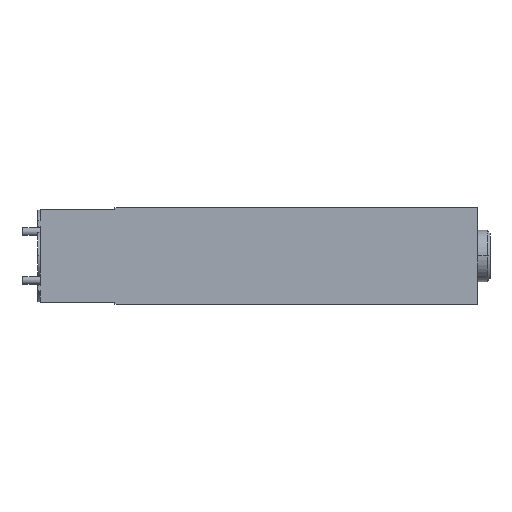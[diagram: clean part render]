
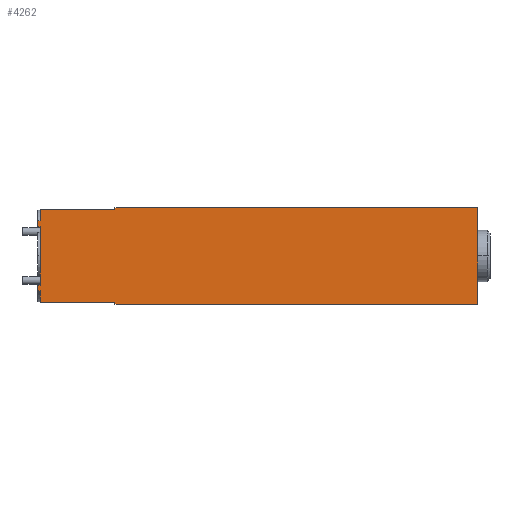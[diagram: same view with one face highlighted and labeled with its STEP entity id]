
A CAD part, top view. The second image highlights one B-rep face of the part: STEP entity #4262.
In plain terms, the highlighted planar face has unit normal (0, 0, 1).
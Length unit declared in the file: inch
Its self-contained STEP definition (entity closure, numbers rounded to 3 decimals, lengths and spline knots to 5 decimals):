
#2 = CARTESIAN_POINT ( 'NONE',  ( -1.79134, 0.23668, 0.48819 ) ) ;
#55 = FACE_OUTER_BOUND ( 'NONE', #1427, .T. ) ;
#88 = CARTESIAN_POINT ( 'NONE',  ( 1.79134, 0.3937, 0.48819 ) ) ;
#121 = DIRECTION ( 'NONE',  ( 0., -1., 0. ) ) ;
#158 = ORIENTED_EDGE ( 'NONE', *, *, #2969, .F. ) ;
#166 = CARTESIAN_POINT ( 'NONE',  ( -1.77134, 0.23668, 0.48819 ) ) ;
#181 = ORIENTED_EDGE ( 'NONE', *, *, #5609, .T. ) ;
#244 = CARTESIAN_POINT ( 'NONE',  ( -1.77134, 0., 0.48819 ) ) ;
#305 = CARTESIAN_POINT ( 'NONE',  ( -1.16142, 0.3937, 0.48819 ) ) ;
#354 = VECTOR ( 'NONE', #932, 39.37008 ) ;
#370 = EDGE_CURVE ( 'NONE', #3614, #3281, #426, .T. ) ;
#406 = ORIENTED_EDGE ( 'NONE', *, *, #3312, .T. ) ;
#417 = DIRECTION ( 'NONE',  ( -1., 0., 0. ) ) ;
#426 = LINE ( 'NONE', #5148, #3862 ) ;
#521 = EDGE_CURVE ( 'NONE', #4038, #4186, #4883, .T. ) ;
#581 = CARTESIAN_POINT ( 'NONE',  ( -1.16142, -0.3752, 0.48819 ) ) ;
#774 = CARTESIAN_POINT ( 'NONE',  ( -1.77134, -0.28468, 0.48819 ) ) ;
#910 = LINE ( 'NONE', #166, #2100 ) ;
#932 = DIRECTION ( 'NONE',  ( 0., -1., 0. ) ) ;
#944 = VECTOR ( 'NONE', #1982, 39.37008 ) ;
#1038 = CARTESIAN_POINT ( 'NONE',  ( -1.79134, 0.3752, 0.48819 ) ) ;
#1039 = ORIENTED_EDGE ( 'NONE', *, *, #5083, .T. ) ;
#1056 = CARTESIAN_POINT ( 'NONE',  ( -1.16142, 0.3937, 0.48819 ) ) ;
#1133 = VERTEX_POINT ( 'NONE', #1056 ) ;
#1145 = EDGE_CURVE ( 'NONE', #3614, #2888, #4164, .T. ) ;
#1262 = VECTOR ( 'NONE', #3156, 39.37008 ) ;
#1311 = LINE ( 'NONE', #3435, #5509 ) ;
#1326 = DIRECTION ( 'NONE',  ( 0., 1., 0. ) ) ;
#1427 = EDGE_LOOP ( 'NONE', ( #2301, #3896, #4441, #158, #2925, #2022, #1901, #4937, #1696, #2347, #1679, #406, #1723, #181, #1039, #3995 ) ) ;
#1436 = CARTESIAN_POINT ( 'NONE',  ( -1.79134, 0.3752, 0.48819 ) ) ;
#1503 = VECTOR ( 'NONE', #3172, 39.37008 ) ;
#1512 = CARTESIAN_POINT ( 'NONE',  ( -1.79134, -0.28468, 0.48819 ) ) ;
#1626 = VECTOR ( 'NONE', #4674, 39.37008 ) ;
#1679 = ORIENTED_EDGE ( 'NONE', *, *, #5043, .T. ) ;
#1696 = ORIENTED_EDGE ( 'NONE', *, *, #521, .F. ) ;
#1723 = ORIENTED_EDGE ( 'NONE', *, *, #5380, .T. ) ;
#1835 = VERTEX_POINT ( 'NONE', #2090 ) ;
#1870 = VERTEX_POINT ( 'NONE', #2 ) ;
#1889 = VERTEX_POINT ( 'NONE', #4711 ) ;
#1890 = VERTEX_POINT ( 'NONE', #3867 ) ;
#1901 = ORIENTED_EDGE ( 'NONE', *, *, #3113, .T. ) ;
#1982 = DIRECTION ( 'NONE',  ( 0., 1., 0. ) ) ;
#2022 = ORIENTED_EDGE ( 'NONE', *, *, #4445, .T. ) ;
#2046 = DIRECTION ( 'NONE',  ( -1., 0., 0. ) ) ;
#2058 = CARTESIAN_POINT ( 'NONE',  ( 1.79134, 0.3937, 0.48819 ) ) ;
#2090 = CARTESIAN_POINT ( 'NONE',  ( -1.77134, 0.23668, 0.48819 ) ) ;
#2100 = VECTOR ( 'NONE', #2672, 39.37008 ) ;
#2153 = EDGE_CURVE ( 'NONE', #1890, #1835, #3510, .T. ) ;
#2233 = CARTESIAN_POINT ( 'NONE',  ( -1.77134, 0., 0.48819 ) ) ;
#2243 = VECTOR ( 'NONE', #1326, 39.37008 ) ;
#2288 = LINE ( 'NONE', #1038, #4311 ) ;
#2301 = ORIENTED_EDGE ( 'NONE', *, *, #1145, .F. ) ;
#2347 = ORIENTED_EDGE ( 'NONE', *, *, #4357, .T. ) ;
#2411 = VECTOR ( 'NONE', #3565, 39.37008 ) ;
#2466 = CARTESIAN_POINT ( 'NONE',  ( -1.77134, 0.28468, 0.48819 ) ) ;
#2538 = LINE ( 'NONE', #774, #5338 ) ;
#2608 = CARTESIAN_POINT ( 'NONE',  ( -1.77134, -0.3752, 0.48819 ) ) ;
#2661 = VERTEX_POINT ( 'NONE', #3526 ) ;
#2672 = DIRECTION ( 'NONE',  ( -1., 0., 0. ) ) ;
#2673 = VERTEX_POINT ( 'NONE', #88 ) ;
#2741 = VERTEX_POINT ( 'NONE', #4536 ) ;
#2783 = VECTOR ( 'NONE', #4852, 39.37008 ) ;
#2888 = VERTEX_POINT ( 'NONE', #3942 ) ;
#2904 = EDGE_CURVE ( 'NONE', #3344, #2888, #4933, .T. ) ;
#2924 = VECTOR ( 'NONE', #4499, 39.37008 ) ;
#2925 = ORIENTED_EDGE ( 'NONE', *, *, #2153, .F. ) ;
#2954 = DIRECTION ( 'NONE',  ( -1., 0., 0. ) ) ;
#2969 = EDGE_CURVE ( 'NONE', #1835, #1870, #910, .T. ) ;
#3002 = EDGE_CURVE ( 'NONE', #3281, #1870, #1311, .T. ) ;
#3036 = EDGE_CURVE ( 'NONE', #4186, #5520, #2538, .T. ) ;
#3053 = AXIS2_PLACEMENT_3D ( 'NONE', #4443, #3124, #3065 ) ;
#3065 = DIRECTION ( 'NONE',  ( 1., 0., 0. ) ) ;
#3109 = LINE ( 'NONE', #5394, #1503 ) ;
#3113 = EDGE_CURVE ( 'NONE', #1889, #5520, #2288, .T. ) ;
#3124 = DIRECTION ( 'NONE',  ( 0., 0., 1. ) ) ;
#3156 = DIRECTION ( 'NONE',  ( 0., -1., 0. ) ) ;
#3172 = DIRECTION ( 'NONE',  ( 1., 0., 0. ) ) ;
#3184 = LINE ( 'NONE', #4070, #354 ) ;
#3281 = VERTEX_POINT ( 'NONE', #4288 ) ;
#3312 = EDGE_CURVE ( 'NONE', #3675, #2741, #3905, .T. ) ;
#3344 = VERTEX_POINT ( 'NONE', #3487 ) ;
#3435 = CARTESIAN_POINT ( 'NONE',  ( -1.79134, 0.3752, 0.48819 ) ) ;
#3487 = CARTESIAN_POINT ( 'NONE',  ( -1.16142, 0.3752, 0.48819 ) ) ;
#3510 = LINE ( 'NONE', #3537, #2243 ) ;
#3526 = CARTESIAN_POINT ( 'NONE',  ( -1.16142, -0.3752, 0.48819 ) ) ;
#3537 = CARTESIAN_POINT ( 'NONE',  ( -1.77134, 0., 0.48819 ) ) ;
#3565 = DIRECTION ( 'NONE',  ( -1., 0., 0. ) ) ;
#3597 = LINE ( 'NONE', #5295, #2411 ) ;
#3614 = VERTEX_POINT ( 'NONE', #2466 ) ;
#3675 = VERTEX_POINT ( 'NONE', #4790 ) ;
#3862 = VECTOR ( 'NONE', #2954, 39.37008 ) ;
#3867 = CARTESIAN_POINT ( 'NONE',  ( -1.77134, -0.23668, 0.48819 ) ) ;
#3896 = ORIENTED_EDGE ( 'NONE', *, *, #370, .T. ) ;
#3905 = LINE ( 'NONE', #5185, #4777 ) ;
#3942 = CARTESIAN_POINT ( 'NONE',  ( -1.77134, 0.3752, 0.48819 ) ) ;
#3995 = ORIENTED_EDGE ( 'NONE', *, *, #2904, .T. ) ;
#4002 = LINE ( 'NONE', #581, #1262 ) ;
#4006 = PLANE ( 'NONE',  #3053 ) ;
#4038 = VERTEX_POINT ( 'NONE', #2608 ) ;
#4070 = CARTESIAN_POINT ( 'NONE',  ( -1.16142, 0.3937, 0.48819 ) ) ;
#4164 = LINE ( 'NONE', #244, #944 ) ;
#4186 = VERTEX_POINT ( 'NONE', #4295 ) ;
#4229 = LINE ( 'NONE', #305, #5673 ) ;
#4262 = ADVANCED_FACE ( 'NONE', ( #55 ), #4006, .T. ) ;
#4288 = CARTESIAN_POINT ( 'NONE',  ( -1.79134, 0.28468, 0.48819 ) ) ;
#4295 = CARTESIAN_POINT ( 'NONE',  ( -1.77134, -0.28468, 0.48819 ) ) ;
#4311 = VECTOR ( 'NONE', #121, 39.37008 ) ;
#4357 = EDGE_CURVE ( 'NONE', #4038, #2661, #3109, .T. ) ;
#4441 = ORIENTED_EDGE ( 'NONE', *, *, #3002, .T. ) ;
#4443 = CARTESIAN_POINT ( 'NONE',  ( 0., 0., 0.48819 ) ) ;
#4445 = EDGE_CURVE ( 'NONE', #1890, #1889, #3597, .T. ) ;
#4499 = DIRECTION ( 'NONE',  ( -1., 0., 0. ) ) ;
#4536 = CARTESIAN_POINT ( 'NONE',  ( 1.79134, -0.3937, 0.48819 ) ) ;
#4674 = DIRECTION ( 'NONE',  ( 0., 1., 0. ) ) ;
#4711 = CARTESIAN_POINT ( 'NONE',  ( -1.79134, -0.23668, 0.48819 ) ) ;
#4726 = DIRECTION ( 'NONE',  ( 0., -1., 0. ) ) ;
#4777 = VECTOR ( 'NONE', #5667, 39.37008 ) ;
#4790 = CARTESIAN_POINT ( 'NONE',  ( -1.16142, -0.3937, 0.48819 ) ) ;
#4852 = DIRECTION ( 'NONE',  ( 0., 1., 0. ) ) ;
#4883 = LINE ( 'NONE', #2233, #2783 ) ;
#4933 = LINE ( 'NONE', #1436, #2924 ) ;
#4937 = ORIENTED_EDGE ( 'NONE', *, *, #3036, .F. ) ;
#5043 = EDGE_CURVE ( 'NONE', #2661, #3675, #4002, .T. ) ;
#5057 = LINE ( 'NONE', #2058, #1626 ) ;
#5083 = EDGE_CURVE ( 'NONE', #1133, #3344, #3184, .T. ) ;
#5148 = CARTESIAN_POINT ( 'NONE',  ( -1.77134, 0.28468, 0.48819 ) ) ;
#5185 = CARTESIAN_POINT ( 'NONE',  ( -1.16142, -0.3937, 0.48819 ) ) ;
#5295 = CARTESIAN_POINT ( 'NONE',  ( -1.77134, -0.23668, 0.48819 ) ) ;
#5338 = VECTOR ( 'NONE', #417, 39.37008 ) ;
#5380 = EDGE_CURVE ( 'NONE', #2741, #2673, #5057, .T. ) ;
#5394 = CARTESIAN_POINT ( 'NONE',  ( -1.79134, -0.3752, 0.48819 ) ) ;
#5509 = VECTOR ( 'NONE', #4726, 39.37008 ) ;
#5520 = VERTEX_POINT ( 'NONE', #1512 ) ;
#5609 = EDGE_CURVE ( 'NONE', #2673, #1133, #4229, .T. ) ;
#5667 = DIRECTION ( 'NONE',  ( 1., 0., 0. ) ) ;
#5673 = VECTOR ( 'NONE', #2046, 39.37008 ) ;
